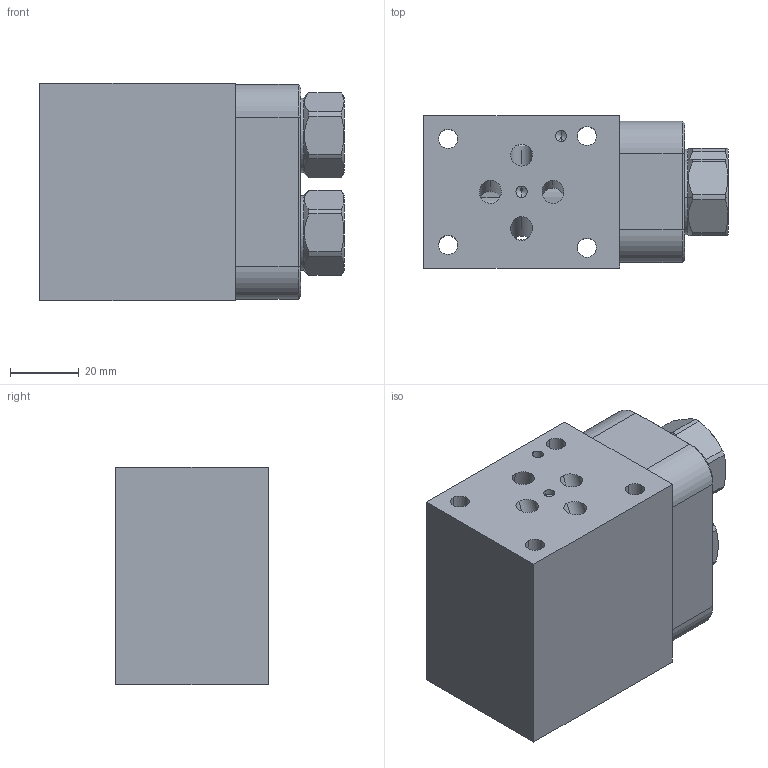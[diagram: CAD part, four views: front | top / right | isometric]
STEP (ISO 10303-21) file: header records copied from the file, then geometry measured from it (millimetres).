
FILE_DESCRIPTION((''),'2;1');
FILE_NAME('MANIFOLD_STP1_ASM','2014-04-24T',('Administrator'),(''),'PRO/ENGINEER BY PARAMETRIC TECHNOLOGY CORPORATION, 2006240','PRO/ENGINEER BY PARAMETRIC TECHNOLOGY CORPORATION, 2006240','');
FILE_SCHEMA(('CONFIG_CONTROL_DESIGN'));
Length unit declared in the file: inch
Products named in the file (3): 151099H_PRT; ASMNAME_CART_PRT; MANIFOLD_STP1_ASM
Assembly tree (2 placements, depth 2):
  MANIFOLD_STP1_ASM
    151099H_PRT
    ASMNAME_CART_PRT
Bounding box: 88.87 x 44.45 x 63.5 mm (x, y, z)
Surface area: 55615.2 mm2 (no closed solid volume)
Topology: 0 solids, 14 shells, 410 faces, 1011 edges, 630 vertices
Faces by surface type: cylinder 176, cone 84, torus 70, plane 67, sphere 13
Entity records: 14666 total; most frequent: CARTESIAN_POINT 4608, DIRECTION 2297, ORIENTED_EDGE 1974, EDGE_CURVE 995, AXIS2_PLACEMENT_3D 994, VERTEX_POINT 630, CIRCLE 579, EDGE_LOOP 473
